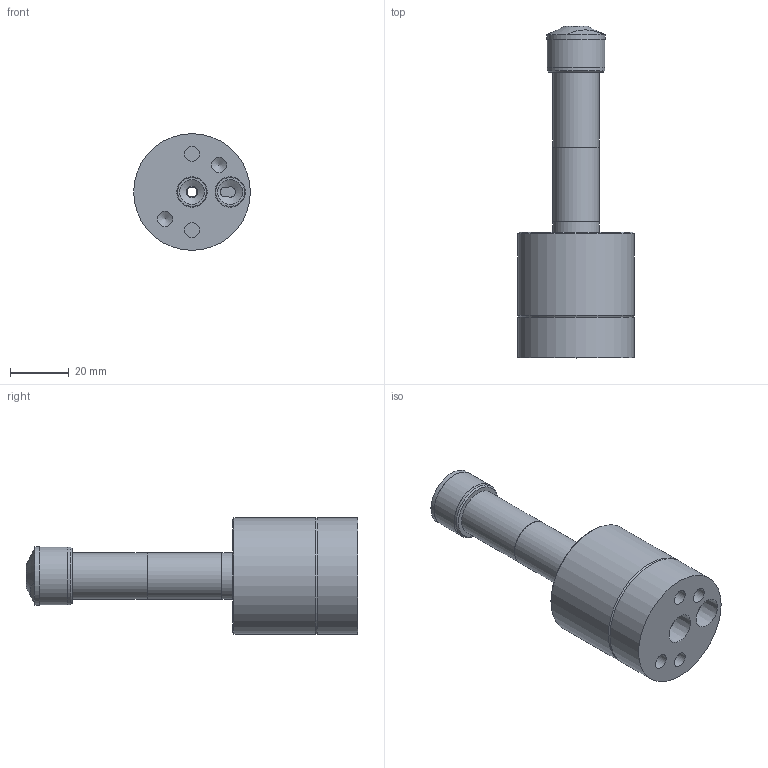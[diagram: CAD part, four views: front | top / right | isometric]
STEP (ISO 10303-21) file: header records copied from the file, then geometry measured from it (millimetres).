
FILE_DESCRIPTION (( 'STEP AP214' ), '1' );
FILE_NAME ('CTSC-001634.STEP', '2026-03-13T13:05:40', ( '' ), ( '' ), 'SwSTEP 2.0', 'SolidWorks 2023', '' );
FILE_SCHEMA (( 'AUTOMOTIVE_DESIGN' ));
Length unit declared in the file: millimetre
Products named in the file (1): CTSC-001634
Bounding box: 39.62 x 112.7 x 39.62 mm (x, y, z)
Volume: 63734.7 mm3; surface area: 19507 mm2
Topology: 7 solids, 7 shells, 75 faces, 136 edges, 88 vertices
Faces by surface type: plane 33, cylinder 27, cone 12, torus 3
Full cylindrical faces by diameter (mm): 3.175 x1, 3.969 x1, 5.105 x2, 5.16 x2, 5.41 x1, 6.35 x1, 7.722 x1, 7.874 x1, 7.988 x4, 8.433 x2, 9.08 x1, 9.652 x1, 15.697 x3, 19.736 x3, 39.624 x2
Entity records: 2305 total; most frequent: CARTESIAN_POINT 318, DIRECTION 306, ORIENTED_EDGE 178, AXIS2_PLACEMENT_3D 148, EDGE_LOOP 141, FACE_OUTER_BOUND 102, EDGE_CURVE 89, VERTEX_POINT 80
